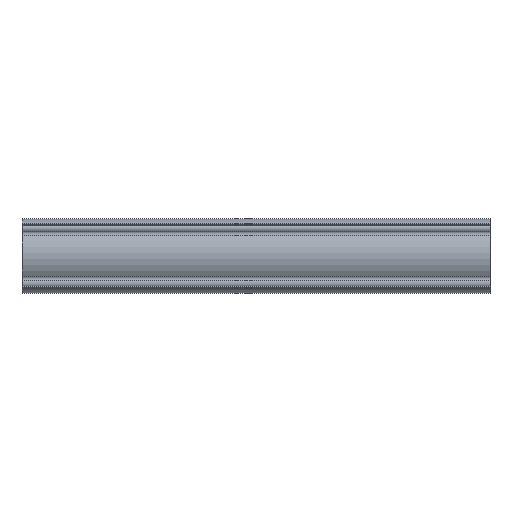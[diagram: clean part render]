
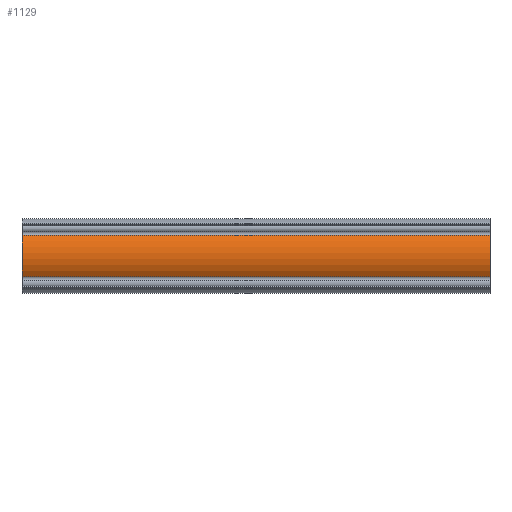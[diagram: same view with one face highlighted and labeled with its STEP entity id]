
A CAD part, left-side view. The second image highlights one B-rep face of the part: STEP entity #1129.
In plain terms, the highlighted cylindrical face has radius 35.75 mm (diameter 71.5 mm), a partial arc.
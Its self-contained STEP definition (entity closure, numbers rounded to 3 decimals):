
#211 = VERTEX_POINT('',#212);
#212 = CARTESIAN_POINT('',(-29.684,225.,-19.922));
#219 = EDGE_CURVE('',#211,#220,#222,.T.);
#220 = VERTEX_POINT('',#221);
#221 = CARTESIAN_POINT('',(-29.684,225.,19.922));
#222 = CIRCLE('',#223,35.75);
#223 = AXIS2_PLACEMENT_3D('',#224,#225,#226);
#224 = CARTESIAN_POINT('',(0.,225.,0.));
#225 = DIRECTION('',(0.,1.,0.));
#226 = DIRECTION('',(0.,0.,1.));
#636 = EDGE_CURVE('',#637,#639,#641,.T.);
#637 = VERTEX_POINT('',#638);
#638 = CARTESIAN_POINT('',(-29.684,-225.,-19.922));
#639 = VERTEX_POINT('',#640);
#640 = CARTESIAN_POINT('',(-29.684,-225.,19.922));
#641 = CIRCLE('',#642,35.75);
#642 = AXIS2_PLACEMENT_3D('',#643,#644,#645);
#643 = CARTESIAN_POINT('',(0.,-225.,0.));
#644 = DIRECTION('',(0.,1.,0.));
#645 = DIRECTION('',(0.,0.,1.));
#1116 = EDGE_CURVE('',#211,#637,#1117,.T.);
#1117 = LINE('',#1118,#1119);
#1118 = CARTESIAN_POINT('',(-29.684,225.,-19.922));
#1119 = VECTOR('',#1120,1.);
#1120 = DIRECTION('',(-0.,-1.,-0.));
#1129 = ADVANCED_FACE('',(#1130),#1141,.T.);
#1130 = FACE_BOUND('',#1131,.T.);
#1131 = EDGE_LOOP('',(#1132,#1133,#1139,#1140));
#1132 = ORIENTED_EDGE('',*,*,#636,.T.);
#1133 = ORIENTED_EDGE('',*,*,#1134,.T.);
#1134 = EDGE_CURVE('',#639,#220,#1135,.T.);
#1135 = LINE('',#1136,#1137);
#1136 = CARTESIAN_POINT('',(-29.684,225.,19.922));
#1137 = VECTOR('',#1138,1.);
#1138 = DIRECTION('',(0.,1.,0.));
#1139 = ORIENTED_EDGE('',*,*,#219,.F.);
#1140 = ORIENTED_EDGE('',*,*,#1116,.T.);
#1141 = CYLINDRICAL_SURFACE('',#1142,35.75);
#1142 = AXIS2_PLACEMENT_3D('',#1143,#1144,#1145);
#1143 = CARTESIAN_POINT('',(0.,225.,0.));
#1144 = DIRECTION('',(-0.,-1.,-0.));
#1145 = DIRECTION('',(0.,0.,-1.));
